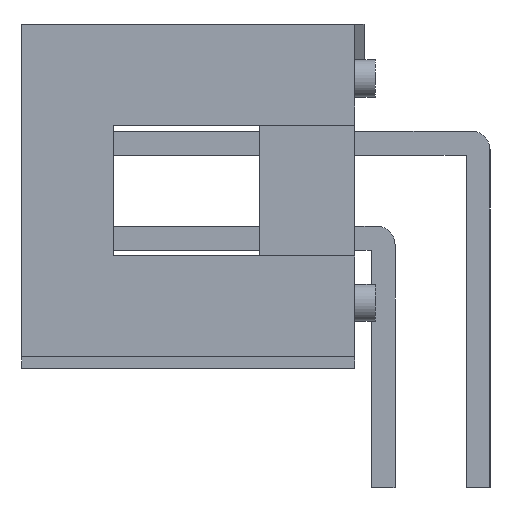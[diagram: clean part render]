
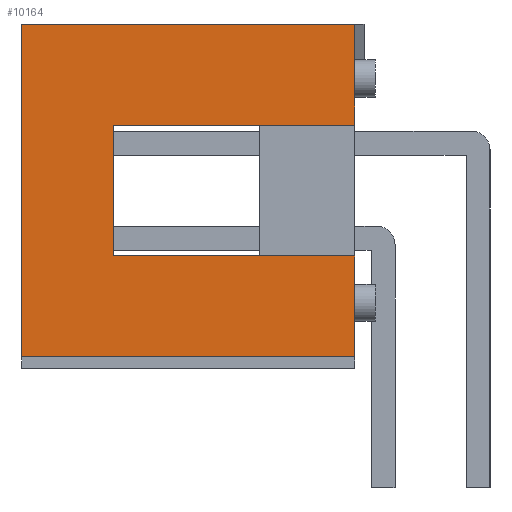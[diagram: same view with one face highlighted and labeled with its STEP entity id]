
A CAD part, left-side view. The second image highlights one B-rep face of the part: STEP entity #10164.
In plain terms, the highlighted planar face has unit normal (-1, 0, 0).
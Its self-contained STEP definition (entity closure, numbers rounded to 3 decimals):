
#8695=CARTESIAN_POINT('',(-16.51,8.48,6.5));
#8696=VERTEX_POINT('',#8695);
#8703=CARTESIAN_POINT('',(-16.51,8.48,3.));
#8704=VERTEX_POINT('',#8703);
#8705=CARTESIAN_POINT('',(-16.51,8.48,4.75));
#8706=DIRECTION('',(0.0,-0.0,1.0));
#8707=VECTOR('',#8706,1.0);
#8708=LINE('',#8705,#8707);
#8709=EDGE_CURVE('n� 1100',#8704,#8696,#8708,.T.);
#8733=CARTESIAN_POINT('',(-16.51,2.03,6.5));
#8734=VERTEX_POINT('',#8733);
#8741=CARTESIAN_POINT('',(-16.51,6.48,6.5));
#8742=DIRECTION('',(-0.0,-1.0,-0.0));
#8743=VECTOR('',#8742,1.0);
#8744=LINE('',#8741,#8743);
#8745=EDGE_CURVE('n� 1099',#8696,#8734,#8744,.T.);
#8757=CARTESIAN_POINT('',(-16.51,2.03,3.));
#8758=VERTEX_POINT('',#8757);
#8759=CARTESIAN_POINT('',(-16.51,6.48,3.));
#8760=DIRECTION('',(-0.0,1.0,0.));
#8761=VECTOR('',#8760,1.0);
#8762=LINE('',#8759,#8761);
#8763=EDGE_CURVE('n� 1093',#8758,#8704,#8762,.T.);
#9351=CARTESIAN_POINT('',(-16.51,10.93,0.3));
#9352=VERTEX_POINT('',#9351);
#9359=CARTESIAN_POINT('',(-16.51,10.93,9.2));
#9360=VERTEX_POINT('',#9359);
#9361=CARTESIAN_POINT('',(-16.51,10.93,4.75));
#9362=DIRECTION('',(0.0,0.0,-1.0));
#9363=VECTOR('',#9362,1.0);
#9364=LINE('',#9361,#9363);
#9365=EDGE_CURVE('n� 1096',#9360,#9352,#9364,.T.);
#10091=CARTESIAN_POINT('',(-16.51,2.03,9.2));
#10092=VERTEX_POINT('',#10091);
#10093=CARTESIAN_POINT('',(-16.51,6.48,9.2));
#10094=DIRECTION('',(0.0,1.0,0.0));
#10095=VECTOR('',#10094,1.0);
#10096=LINE('',#10093,#10095);
#10097=EDGE_CURVE('n� 1097',#10092,#9360,#10096,.T.);
#10132=CARTESIAN_POINT('',(-16.51,2.03,0.3));
#10133=VERTEX_POINT('',#10132);
#10134=CARTESIAN_POINT('',(-16.51,2.03,4.6));
#10135=DIRECTION('',(0.0,0.0,-1.0));
#10136=VECTOR('',#10135,1.0);
#10137=LINE('',#10134,#10136);
#10138=EDGE_CURVE('n� 113',#8758,#10133,#10137,.T.);
#10139=ORIENTED_EDGE('',*,*,#10138,.F.);
#10140=ORIENTED_EDGE('',*,*,#8763,.T.);
#10141=ORIENTED_EDGE('',*,*,#8709,.T.);
#10142=ORIENTED_EDGE('',*,*,#8745,.T.);
#10143=CARTESIAN_POINT('',(-16.51,2.03,4.6));
#10144=DIRECTION('',(0.0,0.0,-1.0));
#10145=VECTOR('',#10144,1.0);
#10146=LINE('',#10143,#10145);
#10147=EDGE_CURVE('n� 117',#10092,#8734,#10146,.T.);
#10148=ORIENTED_EDGE('',*,*,#10147,.F.);
#10149=ORIENTED_EDGE('',*,*,#10097,.T.);
#10150=ORIENTED_EDGE('',*,*,#9365,.T.);
#10151=CARTESIAN_POINT('',(-16.51,6.48,0.3));
#10152=DIRECTION('',(0.0,1.0,0.0));
#10153=VECTOR('',#10152,1.0);
#10154=LINE('',#10151,#10153);
#10155=EDGE_CURVE('n� 1074',#10133,#9352,#10154,.T.);
#10156=ORIENTED_EDGE('',*,*,#10155,.F.);
#10157=EDGE_LOOP('',(#10139,#10140,#10141,#10142,#10148,#10149,#10150,#10156));
#10158=FACE_OUTER_BOUND('',#10157,.T.);
#10159=CARTESIAN_POINT('',(-16.51,2.03,0.3));
#10160=DIRECTION('',(-1.0,0.0,0.0));
#10161=DIRECTION('',(0.0,-0.0,1.0));
#10162=AXIS2_PLACEMENT_3D('',#10159,#10160,#10161);
#10163=PLANE('',#10162);
#10164=ADVANCED_FACE('n� 1090',(#10158),#10163,.T.);
